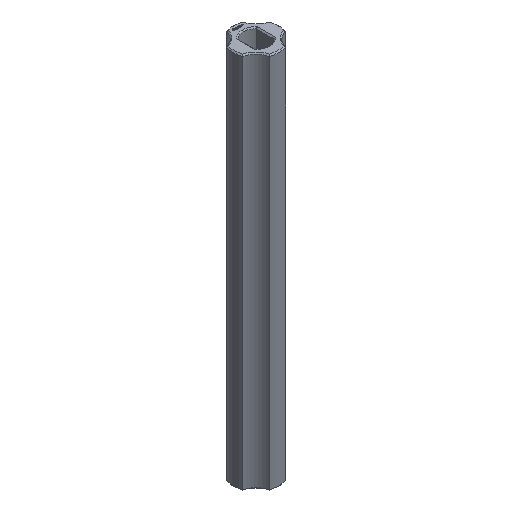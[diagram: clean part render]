
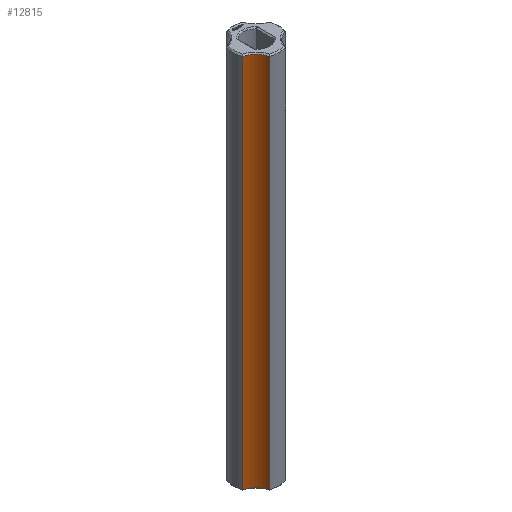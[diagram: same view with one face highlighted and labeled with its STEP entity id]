
A CAD part, isometric view. The second image highlights one B-rep face of the part: STEP entity #12815.
In plain terms, the highlighted cylindrical face has radius 5 mm (diameter 10 mm), a partial arc.
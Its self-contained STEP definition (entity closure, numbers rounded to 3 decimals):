
#189 = CYLINDRICAL_SURFACE('',#190,6.25);
#190 = AXIS2_PLACEMENT_3D('',#191,#192,#193);
#191 = CARTESIAN_POINT('',(0.,0.,0.));
#192 = DIRECTION('',(-0.,-0.,-1.));
#193 = DIRECTION('',(1.,0.,0.));
#625 = EDGE_CURVE('',#626,#628,#630,.T.);
#626 = VERTEX_POINT('',#627);
#627 = CARTESIAN_POINT('',(-2.225,-5.841,0.3));
#628 = VERTEX_POINT('',#629);
#629 = CARTESIAN_POINT('',(-2.225,-5.841,102.825));
#630 = SURFACE_CURVE('',#631,(#635,#642),.PCURVE_S1.);
#631 = LINE('',#632,#633);
#632 = CARTESIAN_POINT('',(-2.225,-5.841,0.));
#633 = VECTOR('',#634,1.);
#634 = DIRECTION('',(0.,0.,1.));
#635 = PCURVE('',#189,#636);
#636 = DEFINITIONAL_REPRESENTATION('',(#637),#641);
#637 = LINE('',#638,#639);
#638 = CARTESIAN_POINT('',(-4.348,0.));
#639 = VECTOR('',#640,1.);
#640 = DIRECTION('',(-0.,-1.));
#641 = ( GEOMETRIC_REPRESENTATION_CONTEXT(2) 
PARAMETRIC_REPRESENTATION_CONTEXT() REPRESENTATION_CONTEXT('2D SPACE',''
  ) );
#642 = PCURVE('',#643,#648);
#643 = CYLINDRICAL_SURFACE('',#644,5.);
#644 = AXIS2_PLACEMENT_3D('',#645,#646,#647);
#645 = CARTESIAN_POINT('',(-7.071,-7.071,0.));
#646 = DIRECTION('',(-0.,-0.,-1.));
#647 = DIRECTION('',(1.,0.,0.));
#648 = DEFINITIONAL_REPRESENTATION('',(#649),#653);
#649 = LINE('',#650,#651);
#650 = CARTESIAN_POINT('',(-0.249,0.));
#651 = VECTOR('',#652,1.);
#652 = DIRECTION('',(-0.,-1.));
#653 = ( GEOMETRIC_REPRESENTATION_CONTEXT(2) 
PARAMETRIC_REPRESENTATION_CONTEXT() REPRESENTATION_CONTEXT('2D SPACE',''
  ) );
#832 = CONICAL_SURFACE('',#833,5.,0.785);
#833 = AXIS2_PLACEMENT_3D('',#834,#835,#836);
#834 = CARTESIAN_POINT('',(-7.071,-7.071,0.3));
#835 = DIRECTION('',(-0.,-0.,-1.));
#836 = DIRECTION('',(0.969,0.246,0.));
#1149 = CONICAL_SURFACE('',#1150,5.,0.785);
#1150 = AXIS2_PLACEMENT_3D('',#1151,#1152,#1153);
#1151 = CARTESIAN_POINT('',(-7.071,-7.071,102.825));
#1152 = DIRECTION('',(0.,0.,1.));
#1153 = DIRECTION('',(0.969,0.246,0.));
#12815 = ADVANCED_FACE('',(#12816),#643,.F.);
#12816 = FACE_BOUND('',#12817,.T.);
#12817 = EDGE_LOOP('',(#12818,#12819,#12843,#12871));
#12818 = ORIENTED_EDGE('',*,*,#625,.T.);
#12819 = ORIENTED_EDGE('',*,*,#12820,.T.);
#12820 = EDGE_CURVE('',#628,#12821,#12823,.T.);
#12821 = VERTEX_POINT('',#12822);
#12822 = CARTESIAN_POINT('',(-5.841,-2.225,102.825));
#12823 = SURFACE_CURVE('',#12824,(#12829,#12836),.PCURVE_S1.);
#12824 = CIRCLE('',#12825,5.);
#12825 = AXIS2_PLACEMENT_3D('',#12826,#12827,#12828);
#12826 = CARTESIAN_POINT('',(-7.071,-7.071,102.825));
#12827 = DIRECTION('',(0.,-0.,1.));
#12828 = DIRECTION('',(0.969,0.246,0.));
#12829 = PCURVE('',#643,#12830);
#12830 = DEFINITIONAL_REPRESENTATION('',(#12831),#12835);
#12831 = LINE('',#12832,#12833);
#12832 = CARTESIAN_POINT('',(-0.249,-102.825));
#12833 = VECTOR('',#12834,1.);
#12834 = DIRECTION('',(-1.,0.));
#12835 = ( GEOMETRIC_REPRESENTATION_CONTEXT(2) 
PARAMETRIC_REPRESENTATION_CONTEXT() REPRESENTATION_CONTEXT('2D SPACE',''
  ) );
#12836 = PCURVE('',#1149,#12837);
#12837 = DEFINITIONAL_REPRESENTATION('',(#12838),#12842);
#12838 = LINE('',#12839,#12840);
#12839 = CARTESIAN_POINT('',(0.,0.));
#12840 = VECTOR('',#12841,1.);
#12841 = DIRECTION('',(1.,0.));
#12842 = ( GEOMETRIC_REPRESENTATION_CONTEXT(2) 
PARAMETRIC_REPRESENTATION_CONTEXT() REPRESENTATION_CONTEXT('2D SPACE',''
  ) );
#12843 = ORIENTED_EDGE('',*,*,#12844,.F.);
#12844 = EDGE_CURVE('',#12845,#12821,#12847,.T.);
#12845 = VERTEX_POINT('',#12846);
#12846 = CARTESIAN_POINT('',(-5.841,-2.225,0.3));
#12847 = SURFACE_CURVE('',#12848,(#12852,#12859),.PCURVE_S1.);
#12848 = LINE('',#12849,#12850);
#12849 = CARTESIAN_POINT('',(-5.841,-2.225,0.));
#12850 = VECTOR('',#12851,1.);
#12851 = DIRECTION('',(0.,0.,1.));
#12852 = PCURVE('',#643,#12853);
#12853 = DEFINITIONAL_REPRESENTATION('',(#12854),#12858);
#12854 = LINE('',#12855,#12856);
#12855 = CARTESIAN_POINT('',(-1.322,0.));
#12856 = VECTOR('',#12857,1.);
#12857 = DIRECTION('',(-0.,-1.));
#12858 = ( GEOMETRIC_REPRESENTATION_CONTEXT(2) 
PARAMETRIC_REPRESENTATION_CONTEXT() REPRESENTATION_CONTEXT('2D SPACE',''
  ) );
#12859 = PCURVE('',#12860,#12865);
#12860 = CYLINDRICAL_SURFACE('',#12861,6.25);
#12861 = AXIS2_PLACEMENT_3D('',#12862,#12863,#12864);
#12862 = CARTESIAN_POINT('',(0.,0.,0.));
#12863 = DIRECTION('',(-0.,-0.,-1.));
#12864 = DIRECTION('',(1.,0.,0.));
#12865 = DEFINITIONAL_REPRESENTATION('',(#12866),#12870);
#12866 = LINE('',#12867,#12868);
#12867 = CARTESIAN_POINT('',(-3.506,0.));
#12868 = VECTOR('',#12869,1.);
#12869 = DIRECTION('',(-0.,-1.));
#12870 = ( GEOMETRIC_REPRESENTATION_CONTEXT(2) 
PARAMETRIC_REPRESENTATION_CONTEXT() REPRESENTATION_CONTEXT('2D SPACE',''
  ) );
#12871 = ORIENTED_EDGE('',*,*,#12872,.F.);
#12872 = EDGE_CURVE('',#626,#12845,#12873,.T.);
#12873 = SURFACE_CURVE('',#12874,(#12879,#12886),.PCURVE_S1.);
#12874 = CIRCLE('',#12875,5.);
#12875 = AXIS2_PLACEMENT_3D('',#12876,#12877,#12878);
#12876 = CARTESIAN_POINT('',(-7.071,-7.071,0.3));
#12877 = DIRECTION('',(0.,-0.,1.));
#12878 = DIRECTION('',(0.969,0.246,0.));
#12879 = PCURVE('',#643,#12880);
#12880 = DEFINITIONAL_REPRESENTATION('',(#12881),#12885);
#12881 = LINE('',#12882,#12883);
#12882 = CARTESIAN_POINT('',(-0.249,-0.3));
#12883 = VECTOR('',#12884,1.);
#12884 = DIRECTION('',(-1.,0.));
#12885 = ( GEOMETRIC_REPRESENTATION_CONTEXT(2) 
PARAMETRIC_REPRESENTATION_CONTEXT() REPRESENTATION_CONTEXT('2D SPACE',''
  ) );
#12886 = PCURVE('',#832,#12887);
#12887 = DEFINITIONAL_REPRESENTATION('',(#12888),#12892);
#12888 = LINE('',#12889,#12890);
#12889 = CARTESIAN_POINT('',(-0.,0.));
#12890 = VECTOR('',#12891,1.);
#12891 = DIRECTION('',(-1.,0.));
#12892 = ( GEOMETRIC_REPRESENTATION_CONTEXT(2) 
PARAMETRIC_REPRESENTATION_CONTEXT() REPRESENTATION_CONTEXT('2D SPACE',''
  ) );
